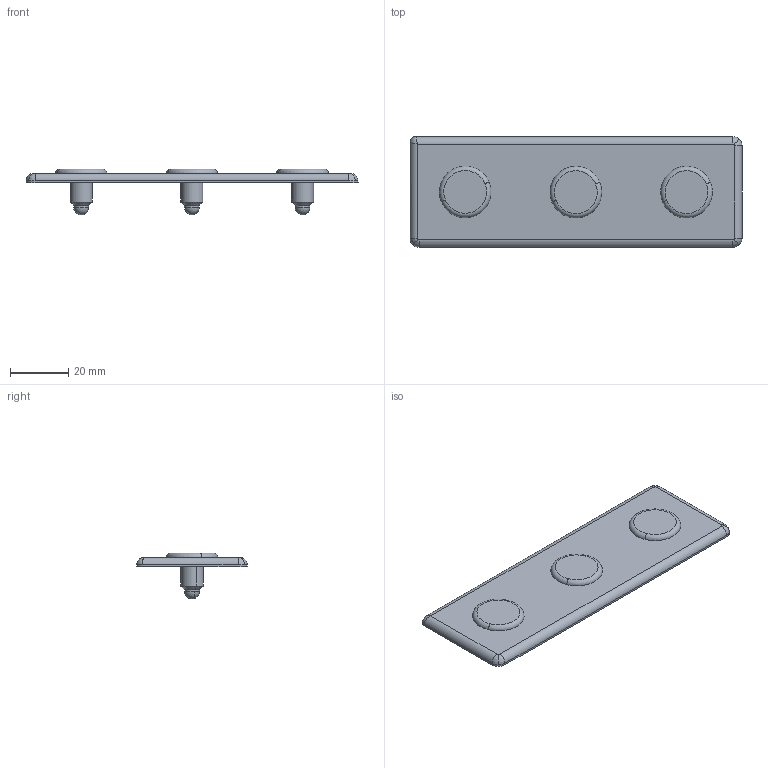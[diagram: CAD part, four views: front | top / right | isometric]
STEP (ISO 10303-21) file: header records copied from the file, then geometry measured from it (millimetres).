
FILE_DESCRIPTION (( 'STEP AP203' ), '1' );
FILE_NAME ('655040.SLDASM.step', '2003-10-13T11:33:52', ( 'Jerry Winters' ), ( 'GoEngineer' ), 'SwSTEP 2.0', 'SolidWorks 2003174', '' );
FILE_SCHEMA (( 'CONFIG_CONTROL_DESIGN' ));
Length unit declared in the file: inch
Products named in the file (3): 655040.SLDASM; TSLOT ENDCAPS_1545_655040; 651090
Assembly tree (4 placements, depth 2):
  655040.SLDASM
    651090  x3
    TSLOT ENDCAPS_1545_655040
Bounding box: 114.3 x 38.1 x 15.81 mm (x, y, z)
Volume: 15197.3 mm3; surface area: 11783.5 mm2
Topology: 4 solids, 4 shells, 72 faces, 163 edges, 98 vertices
Faces by surface type: cylinder 26, plane 15, cone 12, bspline 7, sphere 6, torus 6
Entity records: 4252 total; most frequent: CARTESIAN_POINT 2973, DIRECTION 202, ORIENTED_EDGE 188, EDGE_CURVE 94, AXIS2_PLACEMENT_3D 84, VERTEX_POINT 58, EDGE_LOOP 50, ADVANCED_FACE 42
